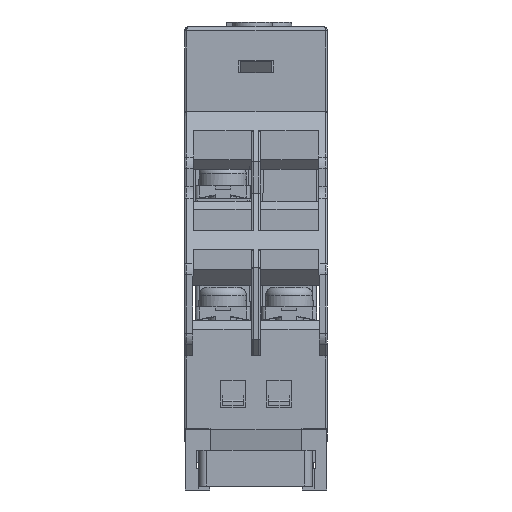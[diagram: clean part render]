
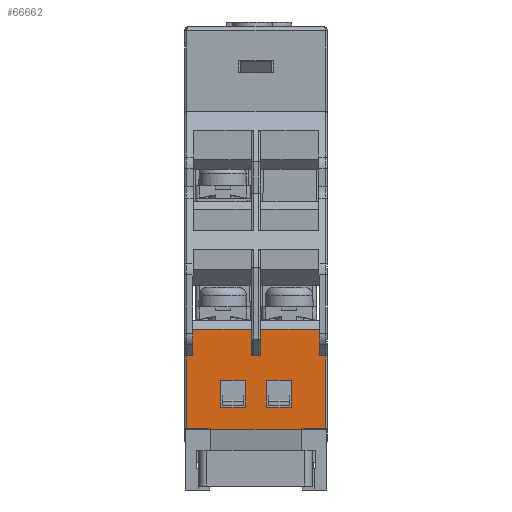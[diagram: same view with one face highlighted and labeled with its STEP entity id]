
A CAD part, front view. The second image highlights one B-rep face of the part: STEP entity #66662.
In plain terms, the highlighted planar face has unit normal (0, -1, 0).
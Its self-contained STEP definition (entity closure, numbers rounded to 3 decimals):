
#684=ELLIPSE('',#72327,0.355,0.25);
#685=ELLIPSE('',#72328,0.355,0.25);
#19483=ORIENTED_EDGE('',*,*,#31547,.T.);
#19484=ORIENTED_EDGE('',*,*,#31548,.T.);
#19485=ORIENTED_EDGE('',*,*,#31549,.T.);
#19486=ORIENTED_EDGE('',*,*,#31550,.T.);
#19487=ORIENTED_EDGE('',*,*,#31551,.F.);
#19488=ORIENTED_EDGE('',*,*,#31552,.F.);
#19489=ORIENTED_EDGE('',*,*,#31553,.F.);
#19490=ORIENTED_EDGE('',*,*,#31554,.F.);
#19491=ORIENTED_EDGE('',*,*,#31555,.T.);
#19492=ORIENTED_EDGE('',*,*,#31556,.F.);
#19493=ORIENTED_EDGE('',*,*,#31557,.F.);
#19494=ORIENTED_EDGE('',*,*,#31558,.F.);
#19495=ORIENTED_EDGE('',*,*,#31559,.F.);
#19496=ORIENTED_EDGE('',*,*,#31560,.T.);
#19497=ORIENTED_EDGE('',*,*,#31561,.T.);
#19498=ORIENTED_EDGE('',*,*,#31562,.F.);
#19499=ORIENTED_EDGE('',*,*,#31563,.F.);
#19500=ORIENTED_EDGE('',*,*,#30910,.T.);
#19501=ORIENTED_EDGE('',*,*,#31564,.T.);
#19502=ORIENTED_EDGE('',*,*,#31028,.T.);
#19503=ORIENTED_EDGE('',*,*,#31565,.F.);
#19504=ORIENTED_EDGE('',*,*,#31566,.F.);
#30910=EDGE_CURVE('',#38172,#38176,#44527,.T.);
#31028=EDGE_CURVE('',#38253,#38250,#44575,.T.);
#31547=EDGE_CURVE('',#38623,#38624,#45041,.T.);
#31548=EDGE_CURVE('',#38624,#38625,#45042,.T.);
#31549=EDGE_CURVE('',#38625,#38626,#45043,.T.);
#31550=EDGE_CURVE('',#38626,#38623,#45044,.T.);
#31551=EDGE_CURVE('',#38627,#38628,#45045,.T.);
#31552=EDGE_CURVE('',#38629,#38627,#45046,.T.);
#31553=EDGE_CURVE('',#38630,#38629,#45047,.T.);
#31554=EDGE_CURVE('',#38628,#38630,#45048,.T.);
#31555=EDGE_CURVE('',#38631,#38632,#45049,.T.);
#31556=EDGE_CURVE('',#38633,#38632,#45050,.T.);
#31557=EDGE_CURVE('',#38634,#38633,#684,.T.);
#31558=EDGE_CURVE('',#38635,#38634,#45051,.T.);
#31559=EDGE_CURVE('',#38636,#38635,#685,.T.);
#31560=EDGE_CURVE('',#38636,#38637,#45052,.T.);
#31561=EDGE_CURVE('',#38637,#38638,#45053,.T.);
#31562=EDGE_CURVE('',#38639,#38638,#45054,.T.);
#31563=EDGE_CURVE('',#38172,#38639,#45055,.T.);
#31564=EDGE_CURVE('',#38176,#38253,#45056,.T.);
#31565=EDGE_CURVE('',#38640,#38250,#45057,.T.);
#31566=EDGE_CURVE('',#38631,#38640,#45058,.T.);
#38172=VERTEX_POINT('',#121759);
#38176=VERTEX_POINT('',#121771);
#38250=VERTEX_POINT('',#121997);
#38253=VERTEX_POINT('',#122006);
#38623=VERTEX_POINT('',#123050);
#38624=VERTEX_POINT('',#123051);
#38625=VERTEX_POINT('',#123053);
#38626=VERTEX_POINT('',#123055);
#38627=VERTEX_POINT('',#123058);
#38628=VERTEX_POINT('',#123059);
#38629=VERTEX_POINT('',#123061);
#38630=VERTEX_POINT('',#123063);
#38631=VERTEX_POINT('',#123066);
#38632=VERTEX_POINT('',#123067);
#38633=VERTEX_POINT('',#123069);
#38634=VERTEX_POINT('',#123071);
#38635=VERTEX_POINT('',#123073);
#38636=VERTEX_POINT('',#123075);
#38637=VERTEX_POINT('',#123077);
#38638=VERTEX_POINT('',#123079);
#38639=VERTEX_POINT('',#123081);
#38640=VERTEX_POINT('',#123085);
#44527=LINE('',#121772,#51312);
#44575=LINE('',#122008,#51360);
#45041=LINE('',#123049,#51826);
#45042=LINE('',#123052,#51827);
#45043=LINE('',#123054,#51828);
#45044=LINE('',#123056,#51829);
#45045=LINE('',#123057,#51830);
#45046=LINE('',#123060,#51831);
#45047=LINE('',#123062,#51832);
#45048=LINE('',#123064,#51833);
#45049=LINE('',#123065,#51834);
#45050=LINE('',#123068,#51835);
#45051=LINE('',#123072,#51836);
#45052=LINE('',#123076,#51837);
#45053=LINE('',#123078,#51838);
#45054=LINE('',#123080,#51839);
#45055=LINE('',#123082,#51840);
#45056=LINE('',#123083,#51841);
#45057=LINE('',#123084,#51842);
#45058=LINE('',#123086,#51843);
#51312=VECTOR('',#86480,1000.);
#51360=VECTOR('',#86750,1000.);
#51826=VECTOR('',#87628,1000.);
#51827=VECTOR('',#87629,1000.);
#51828=VECTOR('',#87630,1000.);
#51829=VECTOR('',#87631,1000.);
#51830=VECTOR('',#87632,1000.);
#51831=VECTOR('',#87633,1000.);
#51832=VECTOR('',#87634,1000.);
#51833=VECTOR('',#87635,1000.);
#51834=VECTOR('',#87636,1000.);
#51835=VECTOR('',#87637,1000.);
#51836=VECTOR('',#87640,1000.);
#51837=VECTOR('',#87643,1000.);
#51838=VECTOR('',#87644,1000.);
#51839=VECTOR('',#87645,1000.);
#51840=VECTOR('',#87646,1000.);
#51841=VECTOR('',#87647,1000.);
#51842=VECTOR('',#87648,1000.);
#51843=VECTOR('',#87649,1000.);
#56559=EDGE_LOOP('',(#19483,#19484,#19485,#19486));
#56560=EDGE_LOOP('',(#19487,#19488,#19489,#19490));
#56561=EDGE_LOOP('',(#19491,#19492,#19493,#19494,#19495,#19496,#19497,#19498,
#19499,#19500,#19501,#19502,#19503,#19504));
#60563=FACE_BOUND('',#56559,.T.);
#60564=FACE_BOUND('',#56560,.T.);
#60565=FACE_BOUND('',#56561,.T.);
#63160=PLANE('',#72326);
#66662=ADVANCED_FACE('',(#60563,#60564,#60565),#63160,.T.);
#72326=AXIS2_PLACEMENT_3D('',#123048,#87626,#87627);
#72327=AXIS2_PLACEMENT_3D('',#123070,#87638,#87639);
#72328=AXIS2_PLACEMENT_3D('',#123074,#87641,#87642);
#86480=DIRECTION('',(0.,0.,-1.));
#86750=DIRECTION('',(0.,0.,1.));
#87626=DIRECTION('',(0.,-1.,0.));
#87627=DIRECTION('',(0.,0.,-1.));
#87628=DIRECTION('',(0.,0.,-1.));
#87629=DIRECTION('',(-1.,0.,0.));
#87630=DIRECTION('',(0.,0.,1.));
#87631=DIRECTION('',(1.,0.,0.));
#87632=DIRECTION('',(0.,0.,1.));
#87633=DIRECTION('',(1.,0.,0.));
#87634=DIRECTION('',(0.,0.,-1.));
#87635=DIRECTION('',(-1.,0.,0.));
#87636=DIRECTION('',(-1.,0.,0.));
#87637=DIRECTION('',(0.,0.,1.));
#87638=DIRECTION('',(0.,-1.,0.));
#87639=DIRECTION('',(0.,0.,-1.));
#87640=DIRECTION('',(1.,0.,0.));
#87641=DIRECTION('',(0.,-1.,0.));
#87642=DIRECTION('',(0.,0.,1.));
#87643=DIRECTION('',(0.,0.,1.));
#87644=DIRECTION('',(-1.,0.,0.));
#87645=DIRECTION('',(0.005,0.,1.));
#87646=DIRECTION('',(1.,0.,0.));
#87647=DIRECTION('',(1.,0.,0.));
#87648=DIRECTION('',(1.,0.,0.));
#87649=DIRECTION('',(0.005,0.,-1.));
#121759=CARTESIAN_POINT('',(-8.75,-42.9,16.9));
#121771=CARTESIAN_POINT('',(-8.75,-42.9,7.603));
#121772=CARTESIAN_POINT('',(-8.75,-42.9,6.1));
#121997=CARTESIAN_POINT('',(8.75,-42.9,16.9));
#122006=CARTESIAN_POINT('',(8.75,-42.9,7.603));
#122008=CARTESIAN_POINT('',(8.75,-42.9,6.1));
#123048=CARTESIAN_POINT('',(18.,-42.9,6.1));
#123049=CARTESIAN_POINT('',(4.45,-42.9,6.15));
#123050=CARTESIAN_POINT('',(4.45,-42.9,13.8));
#123051=CARTESIAN_POINT('',(4.45,-42.9,10.45));
#123052=CARTESIAN_POINT('',(18.,-42.9,10.45));
#123053=CARTESIAN_POINT('',(1.35,-42.9,10.45));
#123054=CARTESIAN_POINT('',(1.35,-42.9,6.15));
#123055=CARTESIAN_POINT('',(1.35,-42.9,13.8));
#123056=CARTESIAN_POINT('',(18.,-42.9,13.8));
#123057=CARTESIAN_POINT('',(-1.35,-42.9,6.15));
#123058=CARTESIAN_POINT('',(-1.35,-42.9,10.45));
#123059=CARTESIAN_POINT('',(-1.35,-42.9,13.8));
#123060=CARTESIAN_POINT('',(18.,-42.9,10.45));
#123061=CARTESIAN_POINT('',(-4.45,-42.9,10.45));
#123062=CARTESIAN_POINT('',(-4.45,-42.9,6.15));
#123063=CARTESIAN_POINT('',(-4.45,-42.9,13.8));
#123064=CARTESIAN_POINT('',(18.,-42.9,13.8));
#123065=CARTESIAN_POINT('',(18.,-42.9,20.26));
#123066=CARTESIAN_POINT('',(7.979,-42.9,20.26));
#123067=CARTESIAN_POINT('',(0.6,-42.9,20.26));
#123068=CARTESIAN_POINT('',(0.6,-42.9,6.1));
#123069=CARTESIAN_POINT('',(0.6,-42.9,17.255));
#123070=CARTESIAN_POINT('',(0.35,-42.9,17.255));
#123071=CARTESIAN_POINT('',(0.35,-42.9,16.9));
#123072=CARTESIAN_POINT('',(-0.6,-42.9,16.9));
#123073=CARTESIAN_POINT('',(-0.35,-42.9,16.9));
#123074=CARTESIAN_POINT('',(-0.35,-42.9,17.255));
#123075=CARTESIAN_POINT('',(-0.6,-42.9,17.255));
#123076=CARTESIAN_POINT('',(-0.6,-42.9,6.1));
#123077=CARTESIAN_POINT('',(-0.6,-42.9,20.26));
#123078=CARTESIAN_POINT('',(18.,-42.9,20.26));
#123079=CARTESIAN_POINT('',(-7.978,-42.9,20.26));
#123080=CARTESIAN_POINT('',(-8.049,-42.9,6.232));
#123081=CARTESIAN_POINT('',(-7.995,-42.9,16.9));
#123082=CARTESIAN_POINT('',(-9.,-42.9,16.9));
#123083=CARTESIAN_POINT('',(-18.,-42.9,7.603));
#123084=CARTESIAN_POINT('',(7.8,-42.9,16.9));
#123085=CARTESIAN_POINT('',(7.996,-42.9,16.9));
#123086=CARTESIAN_POINT('',(8.05,-42.9,6.05));
